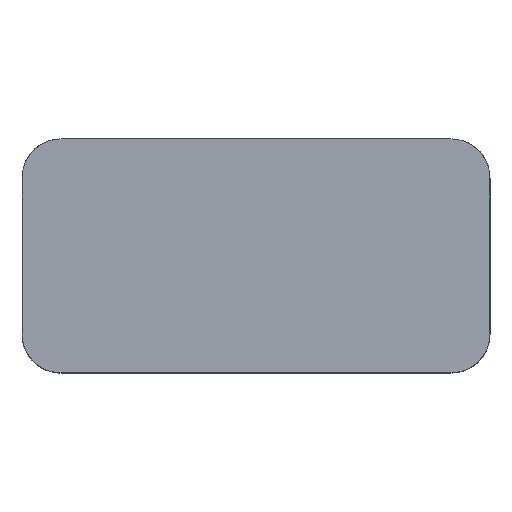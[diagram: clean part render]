
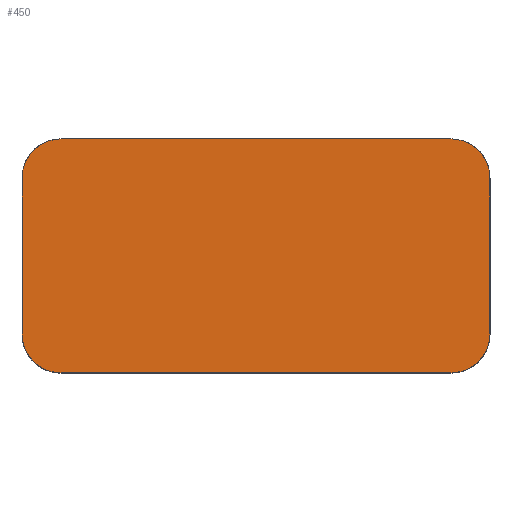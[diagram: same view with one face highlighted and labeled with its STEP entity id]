
A CAD part, top view. The second image highlights one B-rep face of the part: STEP entity #450.
In plain terms, the highlighted planar face has unit normal (0, 0, 1).
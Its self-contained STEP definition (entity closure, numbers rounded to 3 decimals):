
#5 = VERTEX_POINT ( 'NONE', #249 ) ;
#7 = VERTEX_POINT ( 'NONE', #899 ) ;
#8 = CARTESIAN_POINT ( 'NONE',  ( -15., 5., 10. ) ) ;
#11 = AXIS2_PLACEMENT_3D ( 'NONE', #875, #232, #980 ) ;
#41 = CARTESIAN_POINT ( 'NONE',  ( -12.5, 5., 10. ) ) ;
#45 = AXIS2_PLACEMENT_3D ( 'NONE', #41, #689, #1301 ) ;
#51 = CARTESIAN_POINT ( 'NONE',  ( 12.5, -5., 10. ) ) ;
#61 = AXIS2_PLACEMENT_3D ( 'NONE', #1330, #708, #64 ) ;
#64 = DIRECTION ( 'NONE',  ( 1., 0., 0. ) ) ;
#76 = VERTEX_POINT ( 'NONE', #594 ) ;
#92 = EDGE_CURVE ( 'NONE', #961, #5, #1268, .T. ) ;
#113 = ORIENTED_EDGE ( 'NONE', *, *, #840, .T. ) ;
#118 = VECTOR ( 'NONE', #1175, 1000. ) ;
#119 = CARTESIAN_POINT ( 'NONE',  ( -12.5, 7.5, 10. ) ) ;
#159 = DIRECTION ( 'NONE',  ( 1., 0., 0. ) ) ;
#174 = EDGE_CURVE ( 'NONE', #1291, #750, #1120, .T. ) ;
#232 = DIRECTION ( 'NONE',  ( 0., 0., 1. ) ) ;
#240 = VECTOR ( 'NONE', #1292, 1000. ) ;
#249 = CARTESIAN_POINT ( 'NONE',  ( -15., -5., 10. ) ) ;
#298 = CARTESIAN_POINT ( 'NONE',  ( -12.5, -7.5, 10. ) ) ;
#310 = CIRCLE ( 'NONE', #45, 2.5 ) ;
#325 = CIRCLE ( 'NONE', #11, 2.5 ) ;
#396 = ORIENTED_EDGE ( 'NONE', *, *, #92, .T. ) ;
#441 = CARTESIAN_POINT ( 'NONE',  ( -15., 5., 10. ) ) ;
#450 = ADVANCED_FACE ( 'NONE', ( #547 ), #1313, .T. ) ;
#451 = EDGE_CURVE ( 'NONE', #647, #833, #516, .T. ) ;
#469 = DIRECTION ( 'NONE',  ( 0., 0., 1. ) ) ;
#513 = DIRECTION ( 'NONE',  ( 1., 0., 0. ) ) ;
#515 = ORIENTED_EDGE ( 'NONE', *, *, #1084, .T. ) ;
#516 = LINE ( 'NONE', #298, #792 ) ;
#527 = CARTESIAN_POINT ( 'NONE',  ( 12.5, 5., 10. ) ) ;
#547 = FACE_OUTER_BOUND ( 'NONE', #1243, .T. ) ;
#594 = CARTESIAN_POINT ( 'NONE',  ( 15., -5., 10. ) ) ;
#624 = ORIENTED_EDGE ( 'NONE', *, *, #174, .T. ) ;
#626 = EDGE_CURVE ( 'NONE', #750, #961, #310, .T. ) ;
#644 = AXIS2_PLACEMENT_3D ( 'NONE', #527, #469, #513 ) ;
#647 = VERTEX_POINT ( 'NONE', #905 ) ;
#665 = CARTESIAN_POINT ( 'NONE',  ( 12.5, -7.5, 10. ) ) ;
#689 = DIRECTION ( 'NONE',  ( 0., 0., 1. ) ) ;
#708 = DIRECTION ( 'NONE',  ( 0., 0., 1. ) ) ;
#750 = VERTEX_POINT ( 'NONE', #119 ) ;
#783 = CARTESIAN_POINT ( 'NONE',  ( 12.5, 7.5, 10. ) ) ;
#792 = VECTOR ( 'NONE', #940, 1000. ) ;
#801 = DIRECTION ( 'NONE',  ( 0., 0., 1. ) ) ;
#805 = DIRECTION ( 'NONE',  ( 0., 1., 0. ) ) ;
#827 = LINE ( 'NONE', #1013, #1066 ) ;
#833 = VERTEX_POINT ( 'NONE', #665 ) ;
#840 = EDGE_CURVE ( 'NONE', #5, #647, #325, .T. ) ;
#875 = CARTESIAN_POINT ( 'NONE',  ( -12.5, -5., 10. ) ) ;
#896 = CIRCLE ( 'NONE', #1279, 2.5 ) ;
#899 = CARTESIAN_POINT ( 'NONE',  ( 15., 5., 10. ) ) ;
#905 = CARTESIAN_POINT ( 'NONE',  ( -12.5, -7.5, 10. ) ) ;
#940 = DIRECTION ( 'NONE',  ( 1., 0., 0. ) ) ;
#961 = VERTEX_POINT ( 'NONE', #441 ) ;
#980 = DIRECTION ( 'NONE',  ( 1., 0., 0. ) ) ;
#1013 = CARTESIAN_POINT ( 'NONE',  ( 15., -5., 10. ) ) ;
#1055 = ORIENTED_EDGE ( 'NONE', *, *, #626, .T. ) ;
#1066 = VECTOR ( 'NONE', #805, 1000. ) ;
#1084 = EDGE_CURVE ( 'NONE', #833, #76, #896, .T. ) ;
#1117 = ORIENTED_EDGE ( 'NONE', *, *, #1180, .T. ) ;
#1120 = LINE ( 'NONE', #783, #240 ) ;
#1122 = ORIENTED_EDGE ( 'NONE', *, *, #451, .T. ) ;
#1146 = EDGE_CURVE ( 'NONE', #76, #7, #827, .T. ) ;
#1169 = ORIENTED_EDGE ( 'NONE', *, *, #1146, .T. ) ;
#1175 = DIRECTION ( 'NONE',  ( 0., -1., 0. ) ) ;
#1180 = EDGE_CURVE ( 'NONE', #7, #1291, #1335, .T. ) ;
#1243 = EDGE_LOOP ( 'NONE', ( #1117, #624, #1055, #396, #113, #1122, #515, #1169 ) ) ;
#1268 = LINE ( 'NONE', #8, #118 ) ;
#1279 = AXIS2_PLACEMENT_3D ( 'NONE', #51, #801, #159 ) ;
#1291 = VERTEX_POINT ( 'NONE', #1344 ) ;
#1292 = DIRECTION ( 'NONE',  ( -1., 0., 0. ) ) ;
#1301 = DIRECTION ( 'NONE',  ( 1., 0., 0. ) ) ;
#1313 = PLANE ( 'NONE',  #644 ) ;
#1330 = CARTESIAN_POINT ( 'NONE',  ( 12.5, 5., 10. ) ) ;
#1335 = CIRCLE ( 'NONE', #61, 2.5 ) ;
#1344 = CARTESIAN_POINT ( 'NONE',  ( 12.5, 7.5, 10. ) ) ;
